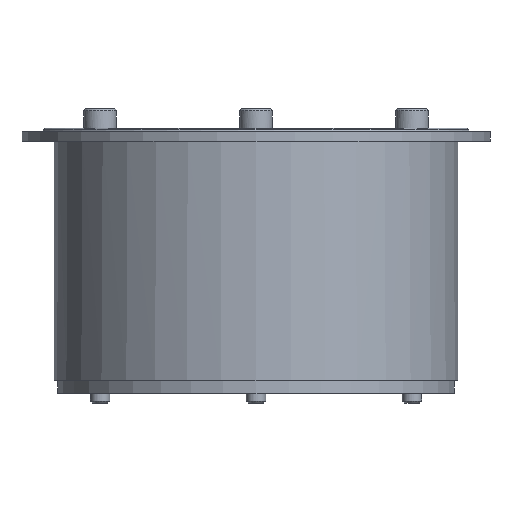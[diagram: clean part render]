
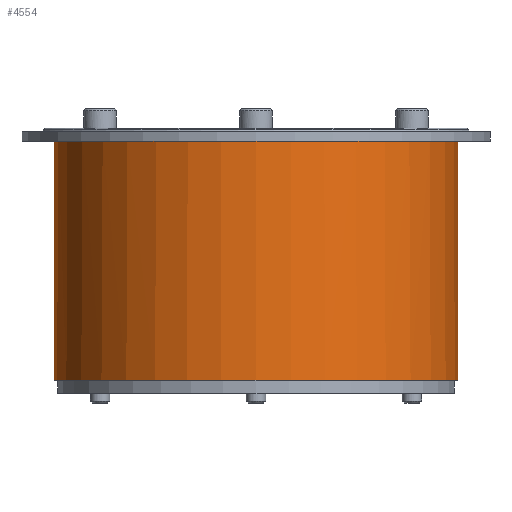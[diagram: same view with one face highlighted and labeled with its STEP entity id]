
A CAD part, front view. The second image highlights one B-rep face of the part: STEP entity #4554.
In plain terms, the highlighted cylindrical face has radius 62.4 mm (diameter 124.8 mm), a partial arc.
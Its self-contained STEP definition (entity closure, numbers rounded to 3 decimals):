
#290=LINE('',#7608,#544);
#291=LINE('',#7609,#545);
#544=VECTOR('',#5871,10.);
#545=VECTOR('',#5872,10.);
#733=CYLINDRICAL_SURFACE('',#4973,62.4);
#857=FACE_OUTER_BOUND('',#1140,.T.);
#1140=EDGE_LOOP('',(#3201,#3202,#3203,#3204,#3205,#3206));
#1362=CIRCLE('',#4808,62.4);
#1429=CIRCLE('',#4917,62.4);
#1431=CIRCLE('',#4919,62.4);
#1457=CIRCLE('',#4970,62.4);
#1706=VERTEX_POINT('',#6942);
#1707=VERTEX_POINT('',#6943);
#1768=VERTEX_POINT('',#7443);
#1771=VERTEX_POINT('',#7449);
#1814=VERTEX_POINT('',#7594);
#1816=VERTEX_POINT('',#7598);
#2125=EDGE_CURVE('',#1706,#1707,#1362,.T.);
#2238=EDGE_CURVE('',#1707,#1768,#1429,.T.);
#2242=EDGE_CURVE('',#1771,#1706,#1431,.T.);
#2307=EDGE_CURVE('',#1816,#1814,#1457,.T.);
#2311=EDGE_CURVE('',#1768,#1816,#290,.T.);
#2312=EDGE_CURVE('',#1814,#1771,#291,.T.);
#3201=ORIENTED_EDGE('',*,*,#2311,.F.);
#3202=ORIENTED_EDGE('',*,*,#2238,.F.);
#3203=ORIENTED_EDGE('',*,*,#2125,.F.);
#3204=ORIENTED_EDGE('',*,*,#2242,.F.);
#3205=ORIENTED_EDGE('',*,*,#2312,.F.);
#3206=ORIENTED_EDGE('',*,*,#2307,.F.);
#4554=ADVANCED_FACE('',(#857),#733,.T.);
#4808=AXIS2_PLACEMENT_3D('',#6944,#5473,#5474);
#4917=AXIS2_PLACEMENT_3D('',#7444,#5721,#5722);
#4919=AXIS2_PLACEMENT_3D('',#7451,#5727,#5728);
#4970=AXIS2_PLACEMENT_3D('',#7600,#5861,#5862);
#4973=AXIS2_PLACEMENT_3D('',#7607,#5869,#5870);
#5473=DIRECTION('center_axis',(0.,0.,
1.));
#5474=DIRECTION('ref_axis',(-1.,0.,0.));
#5721=DIRECTION('center_axis',(0.,0.,
1.));
#5722=DIRECTION('ref_axis',(-1.,0.,0.));
#5727=DIRECTION('center_axis',(0.,0.,
1.));
#5728=DIRECTION('ref_axis',(-1.,0.,0.));
#5861=DIRECTION('center_axis',(0.,0.,
-1.));
#5862=DIRECTION('ref_axis',(-1.,0.,0.));
#5869=DIRECTION('center_axis',(0.,0.,
1.));
#5870=DIRECTION('ref_axis',(-1.,0.,0.));
#5871=DIRECTION('',(0.,0.,-1.));
#5872=DIRECTION('',(0.,0.,1.));
#6942=CARTESIAN_POINT('',(-62.392,-1.,0.));
#6943=CARTESIAN_POINT('',(62.392,-1.,0.));
#6944=CARTESIAN_POINT('Origin',(0.,0.,
0.));
#7443=CARTESIAN_POINT('',(62.4,0.,0.));
#7444=CARTESIAN_POINT('Origin',(0.,0.,
0.));
#7449=CARTESIAN_POINT('',(-62.4,0.,0.));
#7451=CARTESIAN_POINT('Origin',(0.,0.,
0.));
#7594=CARTESIAN_POINT('',(-62.4,0.,-74.));
#7598=CARTESIAN_POINT('',(62.4,0.,-74.));
#7600=CARTESIAN_POINT('Origin',(0.,0.,
-74.));
#7607=CARTESIAN_POINT('Origin',(0.,0.,-37.));
#7608=CARTESIAN_POINT('',(62.4,0.,-37.));
#7609=CARTESIAN_POINT('',(-62.4,0.,-37.));
